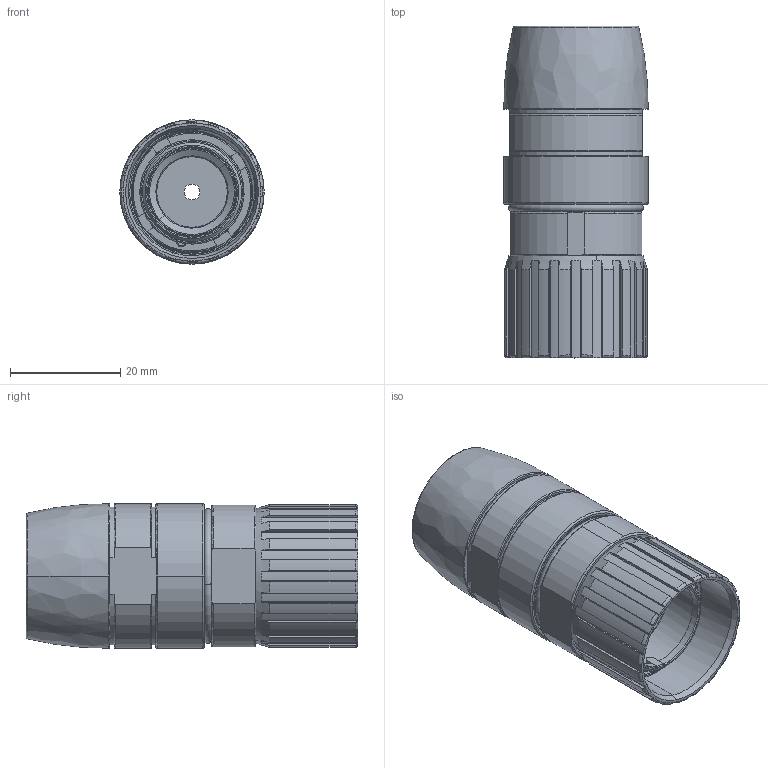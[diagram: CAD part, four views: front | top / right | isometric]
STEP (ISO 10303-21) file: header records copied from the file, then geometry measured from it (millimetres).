
FILE_DESCRIPTION((''),'2;1');
FILE_NAME('HR23-TE-EMC_SW0001','2017-08-15T',('ch.chen'),(''),'PRO/ENGINEER BY PARAMETRIC TECHNOLOGY CORPORATION, 2012480','PRO/ENGINEER BY PARAMETRIC TECHNOLOGY CORPORATION, 2012480','');
FILE_SCHEMA(('AUTOMOTIVE_DESIGN { 1 0 10303 214 1 1 1 1 }'));
Products named in the file (1): HR23-TE-EMC_SW0001
Bounding box: 26.2 x 60.19 x 26.2 mm (x, y, z)
Volume: 17038.7 mm3; surface area: 22760.4 mm2
Topology: 1 solids, 1 shells, 709 faces, 2108 edges, 1374 vertices
Faces by surface type: cylinder 286, plane 187, torus 107, bspline 70, cone 59
Entity records: 40481 total; most frequent: CARTESIAN_POINT 22373, ORIENTED_EDGE 4216, DIRECTION 3313, EDGE_CURVE 2108, VERTEX_POINT 1374, AXIS2_PLACEMENT_3D 1310, EDGE_LOOP 748, B_SPLINE_CURVE_WITH_KNOTS 744
